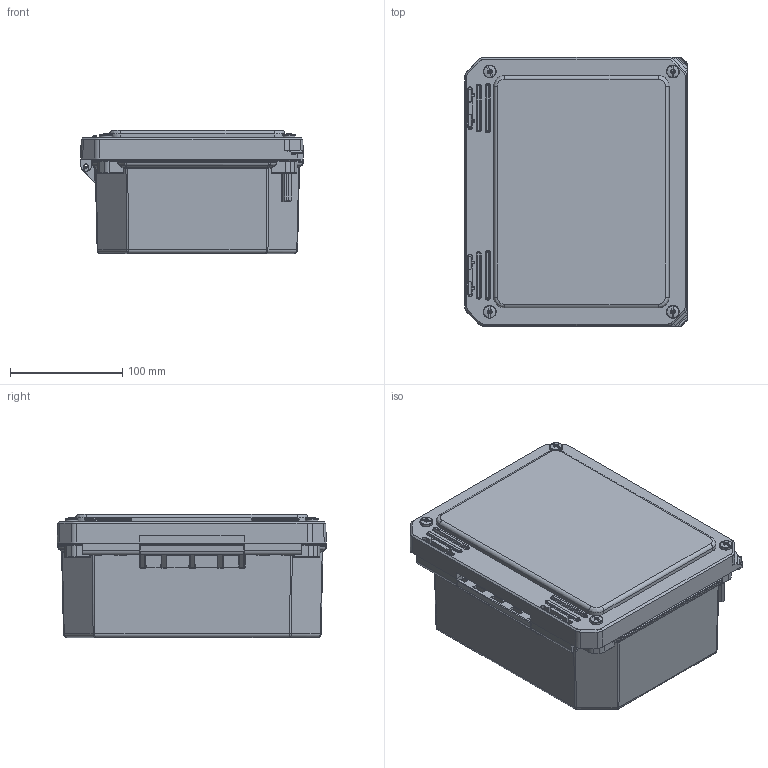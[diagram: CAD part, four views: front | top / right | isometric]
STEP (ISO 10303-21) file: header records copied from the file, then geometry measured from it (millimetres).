
FILE_DESCRIPTION(/* description */ (''),/* implementation_level */ '2;1');
FILE_NAME(/* name */ 'HW-80604SC.stp',/* time_stamp */ '2016-08-23T09:46:02-05:00',/* author */ ('lieb_t'),/* organization */ (''),/* preprocessor_version */ 'ST-DEVELOPER v16.5',/* originating_system */ 'Autodesk Inventor 2017',/* authorisation */ '');
FILE_SCHEMA (('CONFIG_CONTROL_DESIGN'));
Products named in the file (10): HW-80604SC; DS080604BOX; BRASS INSERT-(; BRASS INSERT-(_1; BRASS INSERT-(_2; DS080604CVR; GA806; BRASS INSERT-(_3; O_RING_COVER; COVER SCREW
Assembly tree (27 placements, depth 2):
  HW-80604SC
    DS080604BOX
    BRASS INSERT-(  x4
    BRASS INSERT-(_1  x4
    BRASS INSERT-(_2  x4
    DS080604CVR
    GA806
    BRASS INSERT-(_3  x4
    O_RING_COVER  x4
    COVER SCREW  x4
Bounding box: 197.87 x 239.6 x 109.48 mm (x, y, z)
Volume: 726197.9 mm3; surface area: 389009.7 mm2
Topology: 27 solids, 27 shells, 2018 faces, 5014 edges, 2946 vertices
Faces by surface type: cylinder 721, plane 675, bspline 358, torus 144, cone 96, sphere 24
Full cylindrical faces by diameter (mm): 3.48 x2, 3.861 x8, 3.962 x16, 5.055 x4, 5.563 x2, 5.766 x2, 6.248 x16, 6.401 x4, 6.426 x4, 7.938 x2, 11.049 x2, 11.43 x4
Entity records: 71142 total; most frequent: CARTESIAN_POINT 29524, DIRECTION 8817, ORIENTED_EDGE 8532, EDGE_CURVE 4266, AXIS2_PLACEMENT_3D 3413, VERTEX_POINT 2556, LINE 1991, VECTOR 1991
